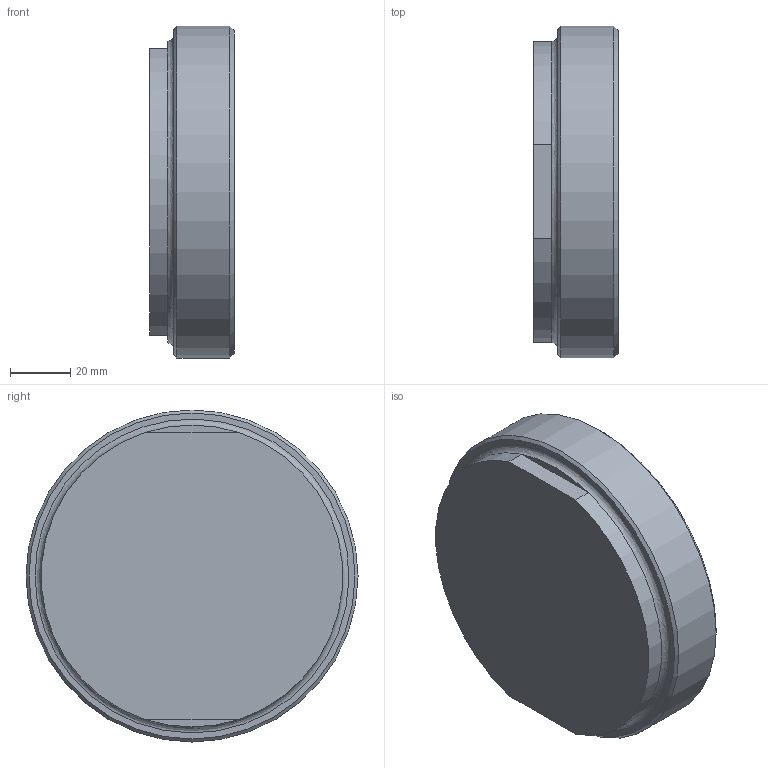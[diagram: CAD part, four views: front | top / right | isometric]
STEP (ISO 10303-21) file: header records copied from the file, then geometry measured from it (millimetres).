
FILE_DESCRIPTION((''),'2;1');
FILE_NAME('10123080X000.stp','2010-09-03T07:53:30',('thilbrands'),(''),'Autodesk Inventor 2008','Autodesk Inventor 2008','');
FILE_SCHEMA(('AUTOMOTIVE_DESIGN { 1 0 10303 214 1 1 1 1 }'));
Length unit declared in the file: millimetre
Products named in the file (1): 10123032X300
Bounding box: 28 x 110 x 110 mm (x, y, z)
Volume: 195048.1 mm3; surface area: 30026 mm2
Topology: 1 solids, 1 shells, 21 faces, 38 edges, 22 vertices
Faces by surface type: plane 9, cylinder 4, cone 3, bspline 3, torus 2
Full cylindrical faces by diameter (mm): 99 x1, 110 x1
Entity records: 598 total; most frequent: CARTESIAN_POINT 202, DIRECTION 84, ORIENTED_EDGE 54, AXIS2_PLACEMENT_3D 38, EDGE_LOOP 34, EDGE_CURVE 27, VERTEX_POINT 21, FACE_OUTER_BOUND 21
